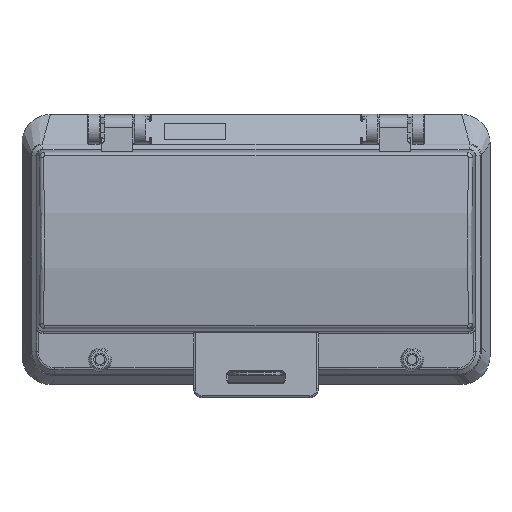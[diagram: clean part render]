
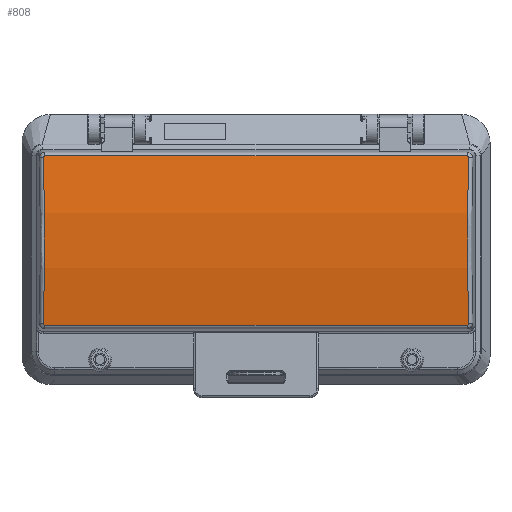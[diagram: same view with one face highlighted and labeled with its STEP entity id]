
A CAD part, top view. The second image highlights one B-rep face of the part: STEP entity #808.
In plain terms, the highlighted cylindrical face has radius 168.283 mm (diameter 336.566 mm), a partial arc.
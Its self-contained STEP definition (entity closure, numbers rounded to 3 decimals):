
#370=CYLINDRICAL_SURFACE('',#16819,168.283);
#603=B_SPLINE_CURVE_WITH_KNOTS('',3,(#24025,#24026,#24027,#24028),
 .UNSPECIFIED.,.F.,.F.,(4,4),(0.,1.),.UNSPECIFIED.);
#605=B_SPLINE_CURVE_WITH_KNOTS('',3,(#24050,#24051,#24052,#24053,#24054,
#24055,#24056,#24057,#24058,#24059,#24060,#24061),.UNSPECIFIED.,.F.,.F.,
(4,2,2,2,2,4),(0.,0.186,0.394,0.596,
0.798,1.),.UNSPECIFIED.);
#606=B_SPLINE_CURVE_WITH_KNOTS('',3,(#24082,#24083,#24084,#24085,#24086,
#24087,#24088,#24089,#24090,#24091,#24092,#24093),.UNSPECIFIED.,.F.,.F.,
(4,2,2,2,2,4),(0.,0.202,0.404,0.606,0.814,
1.),.UNSPECIFIED.);
#607=B_SPLINE_CURVE_WITH_KNOTS('',3,(#24095,#24096,#24097,#24098),
 .UNSPECIFIED.,.F.,.F.,(4,4),(0.,1.),.UNSPECIFIED.);
#608=B_SPLINE_CURVE_WITH_KNOTS('',3,(#24100,#24101,#24102,#24103),
 .UNSPECIFIED.,.F.,.F.,(4,4),(0.,1.),.UNSPECIFIED.);
#609=B_SPLINE_CURVE_WITH_KNOTS('',3,(#24107,#24108,#24109,#24110),
 .UNSPECIFIED.,.F.,.F.,(4,4),(0.,1.),.UNSPECIFIED.);
#808=ADVANCED_FACE('',(#2261),#370,.T.);
#2261=FACE_OUTER_BOUND('',#3146,.T.);
#3146=EDGE_LOOP('',(#5326,#5327,#5328,#5329,#5330,#5331,#5332,#5333));
#5326=ORIENTED_EDGE('',*,*,#11234,.T.);
#5327=ORIENTED_EDGE('',*,*,#11235,.T.);
#5328=ORIENTED_EDGE('',*,*,#11236,.T.);
#5329=ORIENTED_EDGE('',*,*,#11237,.T.);
#5330=ORIENTED_EDGE('',*,*,#11238,.T.);
#5331=ORIENTED_EDGE('',*,*,#11239,.T.);
#5332=ORIENTED_EDGE('',*,*,#11230,.T.);
#5333=ORIENTED_EDGE('',*,*,#11233,.T.);
#9552=VERTEX_POINT('',#24016);
#9555=VERTEX_POINT('',#24024);
#9557=VERTEX_POINT('',#24049);
#9558=VERTEX_POINT('',#24081);
#9559=VERTEX_POINT('',#24094);
#9560=VERTEX_POINT('',#24099);
#9561=VERTEX_POINT('',#24104);
#9562=VERTEX_POINT('',#24106);
#11230=EDGE_CURVE('',#9552,#9555,#603,.T.);
#11233=EDGE_CURVE('',#9555,#9557,#605,.T.);
#11234=EDGE_CURVE('',#9557,#9558,#13396,.T.);
#11235=EDGE_CURVE('',#9558,#9559,#606,.T.);
#11236=EDGE_CURVE('',#9559,#9560,#607,.T.);
#11237=EDGE_CURVE('',#9560,#9561,#608,.T.);
#11238=EDGE_CURVE('',#9561,#9562,#13397,.T.);
#11239=EDGE_CURVE('',#9562,#9552,#609,.T.);
#13396=LINE('',#24080,#15091);
#13397=LINE('',#24105,#15092);
#15091=VECTOR('',#18736,1.);
#15092=VECTOR('',#18737,1.);
#16819=AXIS2_PLACEMENT_3D('',#24111,#18738,#18739);
#18736=DIRECTION('',(-1.,0.,0.));
#18737=DIRECTION('',(1.,0.,0.));
#18738=DIRECTION('',(1.,0.,0.));
#18739=DIRECTION('',(0.,0.,1.));
#24016=CARTESIAN_POINT('',(74.908,-141.215,10.425));
#24024=CARTESIAN_POINT('',(74.908,-82.485,10.425));
#24025=CARTESIAN_POINT('',(74.908,-141.215,10.425));
#24026=CARTESIAN_POINT('',(74.491,-121.839,13.859));
#24027=CARTESIAN_POINT('',(74.491,-101.861,13.859));
#24028=CARTESIAN_POINT('',(74.908,-82.485,10.425));
#24049=CARTESIAN_POINT('',(74.424,-81.972,10.333));
#24050=CARTESIAN_POINT('',(74.908,-82.485,10.425));
#24051=CARTESIAN_POINT('',(74.909,-82.437,10.417));
#24052=CARTESIAN_POINT('',(74.904,-82.388,10.408));
#24053=CARTESIAN_POINT('',(74.878,-82.289,10.39));
#24054=CARTESIAN_POINT('',(74.856,-82.238,10.381));
#24055=CARTESIAN_POINT('',(74.798,-82.148,10.365));
#24056=CARTESIAN_POINT('',(74.762,-82.108,10.358));
#24057=CARTESIAN_POINT('',(74.679,-82.042,10.346));
#24058=CARTESIAN_POINT('',(74.631,-82.015,10.341));
#24059=CARTESIAN_POINT('',(74.531,-81.981,10.335));
#24060=CARTESIAN_POINT('',(74.477,-81.972,10.333));
#24061=CARTESIAN_POINT('',(74.424,-81.972,10.333));
#24080=CARTESIAN_POINT('',(-77.15,-81.972,10.333));
#24081=CARTESIAN_POINT('',(-74.424,-81.972,10.333));
#24082=CARTESIAN_POINT('',(-74.424,-81.972,10.333));
#24083=CARTESIAN_POINT('',(-74.477,-81.972,10.333));
#24084=CARTESIAN_POINT('',(-74.531,-81.981,10.335));
#24085=CARTESIAN_POINT('',(-74.631,-82.015,10.341));
#24086=CARTESIAN_POINT('',(-74.679,-82.042,10.346));
#24087=CARTESIAN_POINT('',(-74.762,-82.108,10.358));
#24088=CARTESIAN_POINT('',(-74.798,-82.148,10.365));
#24089=CARTESIAN_POINT('',(-74.856,-82.238,10.381));
#24090=CARTESIAN_POINT('',(-74.878,-82.289,10.39));
#24091=CARTESIAN_POINT('',(-74.904,-82.388,10.408));
#24092=CARTESIAN_POINT('',(-74.909,-82.437,10.417));
#24093=CARTESIAN_POINT('',(-74.908,-82.485,10.425));
#24094=CARTESIAN_POINT('',(-74.908,-82.485,10.425));
#24095=CARTESIAN_POINT('',(-74.908,-82.485,10.425));
#24096=CARTESIAN_POINT('',(-74.491,-101.861,13.859));
#24097=CARTESIAN_POINT('',(-74.491,-121.839,13.859));
#24098=CARTESIAN_POINT('',(-74.908,-141.215,10.425));
#24099=CARTESIAN_POINT('',(-74.908,-141.215,10.425));
#24100=CARTESIAN_POINT('',(-74.908,-141.215,10.425));
#24101=CARTESIAN_POINT('',(-74.914,-141.484,10.377));
#24102=CARTESIAN_POINT('',(-74.695,-141.726,10.334));
#24103=CARTESIAN_POINT('',(-74.424,-141.728,10.333));
#24104=CARTESIAN_POINT('',(-74.424,-141.728,10.333));
#24105=CARTESIAN_POINT('',(-77.15,-141.728,10.333));
#24106=CARTESIAN_POINT('',(74.424,-141.728,10.333));
#24107=CARTESIAN_POINT('',(74.424,-141.728,10.333));
#24108=CARTESIAN_POINT('',(74.694,-141.726,10.334));
#24109=CARTESIAN_POINT('',(74.914,-141.485,10.377));
#24110=CARTESIAN_POINT('',(74.908,-141.215,10.425));
#24111=CARTESIAN_POINT('',(-77.15,-111.85,-155.276));
